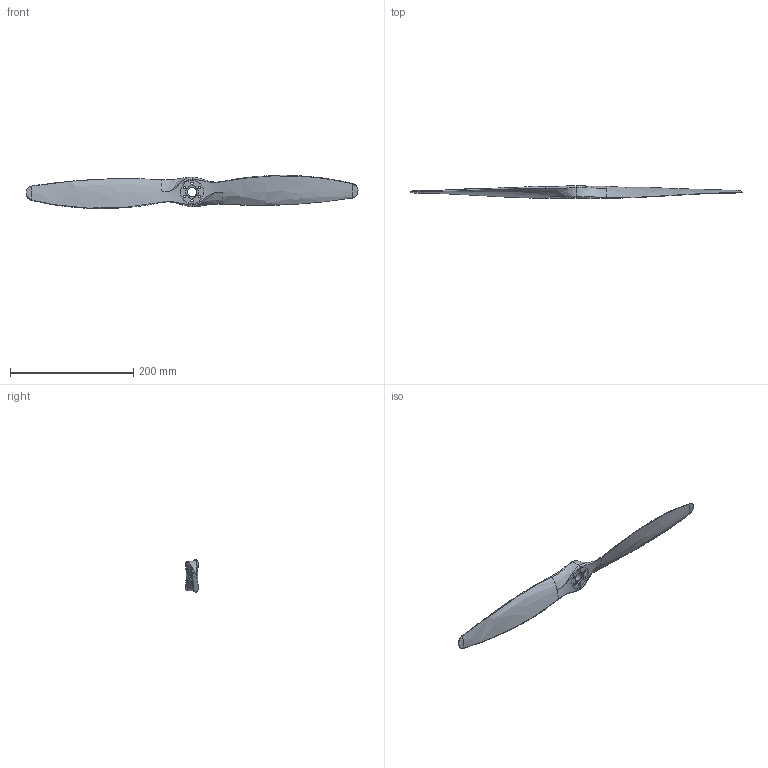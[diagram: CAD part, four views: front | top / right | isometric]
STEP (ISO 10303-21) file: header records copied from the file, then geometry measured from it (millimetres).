
FILE_DESCRIPTION (( 'STEP AP203' ), '1' );
FILE_NAME ('prop.STEP', '2013-04-10T14:35:42', ( '' ), ( '' ), 'SwSTEP 2.0', 'SolidWorks 2005235', '' );
FILE_SCHEMA (( 'CONFIG_CONTROL_DESIGN' ));
Length unit declared in the file: millimetre
Products named in the file (1): prop
Bounding box: 539.1 x 20.27 x 53.74 mm (x, y, z)
Volume: 148121.7 mm3; surface area: 50464.2 mm2
Topology: 1 solids, 1 shells, 56 faces, 125 edges, 73 vertices
Faces by surface type: bspline 30, cylinder 22, plane 4
Entity records: 8615 total; most frequent: CARTESIAN_POINT 7469, ORIENTED_EDGE 250, DIRECTION 160, EDGE_CURVE 125, VERTEX_POINT 73, EDGE_LOOP 72, AXIS2_PLACEMENT_3D 67, ADVANCED_FACE 56
